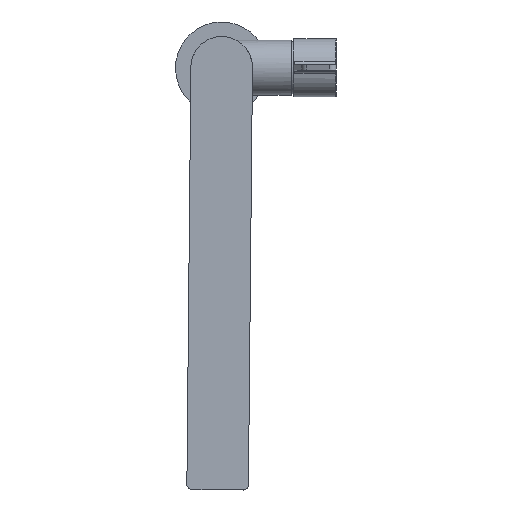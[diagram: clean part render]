
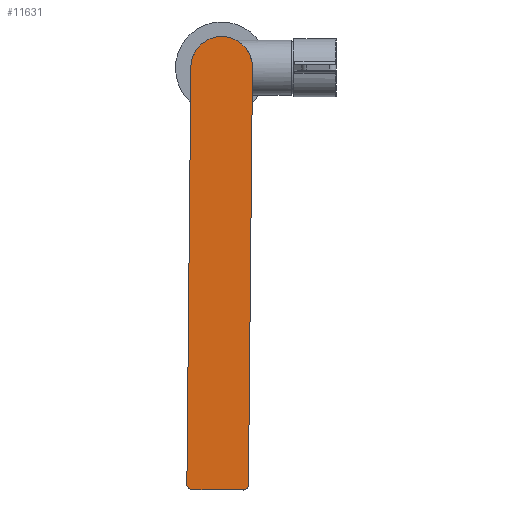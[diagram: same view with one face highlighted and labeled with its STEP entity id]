
A CAD part, top view. The second image highlights one B-rep face of the part: STEP entity #11631.
In plain terms, the highlighted planar face has unit normal (0, 0, 1).
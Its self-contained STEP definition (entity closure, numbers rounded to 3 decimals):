
#26 = AXIS2_PLACEMENT_3D ( 'NONE', #79, #13612, #5526 ) ;
#79 = CARTESIAN_POINT ( 'NONE',  ( 12.643, -244.133, 276.5 ) ) ;
#238 = CARTESIAN_POINT ( 'NONE',  ( -17.384, -246.844, 276.5 ) ) ;
#255 = LINE ( 'NONE', #2336, #6762 ) ;
#585 = FACE_OUTER_BOUND ( 'NONE', #1171, .T. ) ;
#1171 = EDGE_LOOP ( 'NONE', ( #1869, #6343, #5834, #11212, #14965, #6908 ) ) ;
#1422 = DIRECTION ( 'NONE',  ( 0., 0., 1. ) ) ;
#1619 = CARTESIAN_POINT ( 'NONE',  ( -17.999, 0.174, 276.5 ) ) ;
#1648 = DIRECTION ( 'NONE',  ( 1., -0.01, 0. ) ) ;
#1869 = ORIENTED_EDGE ( 'NONE', *, *, #5324, .T. ) ;
#2059 = CIRCLE ( 'NONE', #26, 3. ) ;
#2336 = CARTESIAN_POINT ( 'NONE',  ( -20.384, -246.815, 276.5 ) ) ;
#2727 = CARTESIAN_POINT ( 'NONE',  ( -17.999, 0.174, 276.5 ) ) ;
#3070 = DIRECTION ( 'NONE',  ( 0., 0., 1. ) ) ;
#3470 = AXIS2_PLACEMENT_3D ( 'NONE', #9083, #3070, #8029 ) ;
#3574 = VERTEX_POINT ( 'NONE', #11102 ) ;
#3711 = VERTEX_POINT ( 'NONE', #1619 ) ;
#4121 = CARTESIAN_POINT ( 'NONE',  ( 17.999, -0.174, 276.5 ) ) ;
#5324 = EDGE_CURVE ( 'NONE', #3711, #14929, #12565, .T. ) ;
#5452 = CARTESIAN_POINT ( 'NONE',  ( 0., 0., 276.5 ) ) ;
#5526 = DIRECTION ( 'NONE',  ( 1., -0.01, 0. ) ) ;
#5834 = ORIENTED_EDGE ( 'NONE', *, *, #7233, .T. ) ;
#6163 = LINE ( 'NONE', #4121, #10828 ) ;
#6204 = EDGE_CURVE ( 'NONE', #14957, #3711, #9600, .T. ) ;
#6234 = VERTEX_POINT ( 'NONE', #10230 ) ;
#6343 = ORIENTED_EDGE ( 'NONE', *, *, #12364, .T. ) ;
#6762 = VECTOR ( 'NONE', #13063, 1000. ) ;
#6908 = ORIENTED_EDGE ( 'NONE', *, *, #6204, .T. ) ;
#7128 = AXIS2_PLACEMENT_3D ( 'NONE', #13262, #1422, #10826 ) ;
#7233 = EDGE_CURVE ( 'NONE', #8338, #6234, #255, .T. ) ;
#7637 = DIRECTION ( 'NONE',  ( -0.01, -1., 0. ) ) ;
#7707 = EDGE_CURVE ( 'NONE', #6234, #3574, #2059, .T. ) ;
#8029 = DIRECTION ( 'NONE',  ( 1., -0.01, 0. ) ) ;
#8338 = VERTEX_POINT ( 'NONE', #238 ) ;
#8435 = AXIS2_PLACEMENT_3D ( 'NONE', #5452, #8801, #1648 ) ;
#8523 = CARTESIAN_POINT ( 'NONE',  ( 17.999, -0.174, 276.5 ) ) ;
#8735 = DIRECTION ( 'NONE',  ( -0.01, -1., 0. ) ) ;
#8801 = DIRECTION ( 'NONE',  ( 0., 0., 1. ) ) ;
#9083 = CARTESIAN_POINT ( 'NONE',  ( 0., 0., 276.5 ) ) ;
#9600 = CIRCLE ( 'NONE', #3470, 18. ) ;
#9626 = EDGE_CURVE ( 'NONE', #14957, #3574, #6163, .T. ) ;
#10230 = CARTESIAN_POINT ( 'NONE',  ( 12.614, -247.133, 276.5 ) ) ;
#10826 = DIRECTION ( 'NONE',  ( 1., -0.01, 0. ) ) ;
#10828 = VECTOR ( 'NONE', #8735, 1000. ) ;
#11102 = CARTESIAN_POINT ( 'NONE',  ( 15.643, -244.162, 276.5 ) ) ;
#11212 = ORIENTED_EDGE ( 'NONE', *, *, #7707, .T. ) ;
#11335 = PLANE ( 'NONE',  #8435 ) ;
#11631 = ADVANCED_FACE ( 'NONE', ( #585 ), #11335, .T. ) ;
#12364 = EDGE_CURVE ( 'NONE', #14929, #8338, #14589, .T. ) ;
#12565 = LINE ( 'NONE', #2727, #14255 ) ;
#12615 = CARTESIAN_POINT ( 'NONE',  ( -20.355, -243.815, 276.5 ) ) ;
#13063 = DIRECTION ( 'NONE',  ( 1., -0.01, 0. ) ) ;
#13262 = CARTESIAN_POINT ( 'NONE',  ( -17.355, -243.844, 276.5 ) ) ;
#13612 = DIRECTION ( 'NONE',  ( 0., 0., 1. ) ) ;
#14255 = VECTOR ( 'NONE', #7637, 1000. ) ;
#14589 = CIRCLE ( 'NONE', #7128, 3. ) ;
#14929 = VERTEX_POINT ( 'NONE', #12615 ) ;
#14957 = VERTEX_POINT ( 'NONE', #8523 ) ;
#14965 = ORIENTED_EDGE ( 'NONE', *, *, #9626, .F. ) ;
